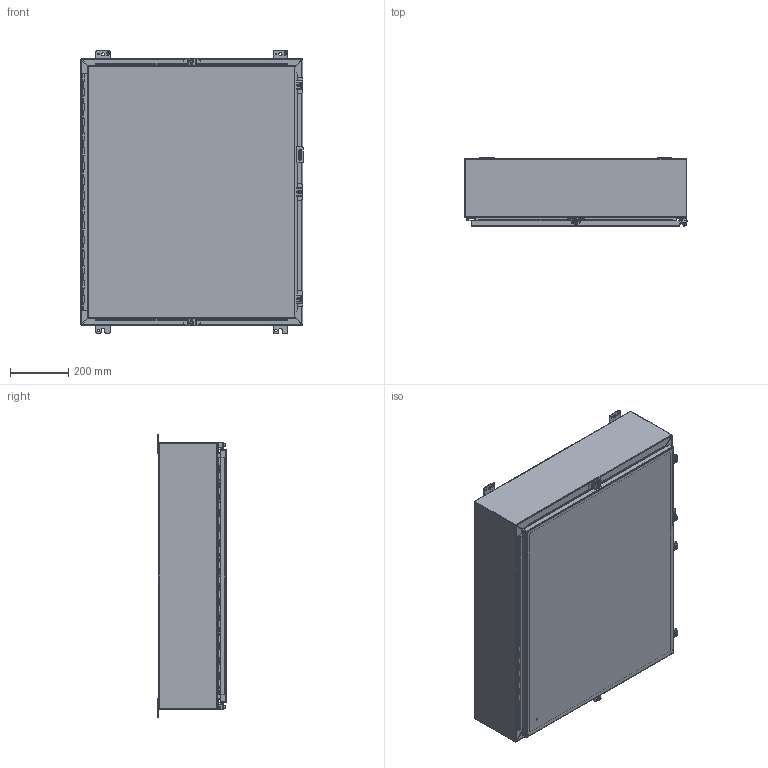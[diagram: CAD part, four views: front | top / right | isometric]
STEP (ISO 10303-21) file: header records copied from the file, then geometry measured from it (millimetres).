
FILE_DESCRIPTION (( 'STEP AP203' ), '1' );
FILE_NAME ('1418N4S16M8_Default.step', '2019-11-01T18:29:34', ( 'ADC123' ), ( 'Microsoft' ), 'SwSTEP 2.0', 'SolidWorks 2019', '' );
FILE_SCHEMA (( 'CONFIG_CONTROL_DESIGN' ));
Length unit declared in the file: inch
Products named in the file (1): 1418N4S16M8_Default
Bounding box: 763.6 x 238.12 x 971.55 mm (x, y, z)
Volume: 5967403.4 mm3; surface area: 6055951.9 mm2
Topology: 48 solids, 48 shells, 1652 faces, 4287 edges, 2790 vertices
Faces by surface type: plane 898, cylinder 590, bspline 164
Entity records: 57185 total; most frequent: CARTESIAN_POINT 16917, ORIENTED_EDGE 8574, DIRECTION 8025, EDGE_CURVE 4287, VERTEX_POINT 2790, LINE 2723, VECTOR 2723, AXIS2_PLACEMENT_3D 2651
